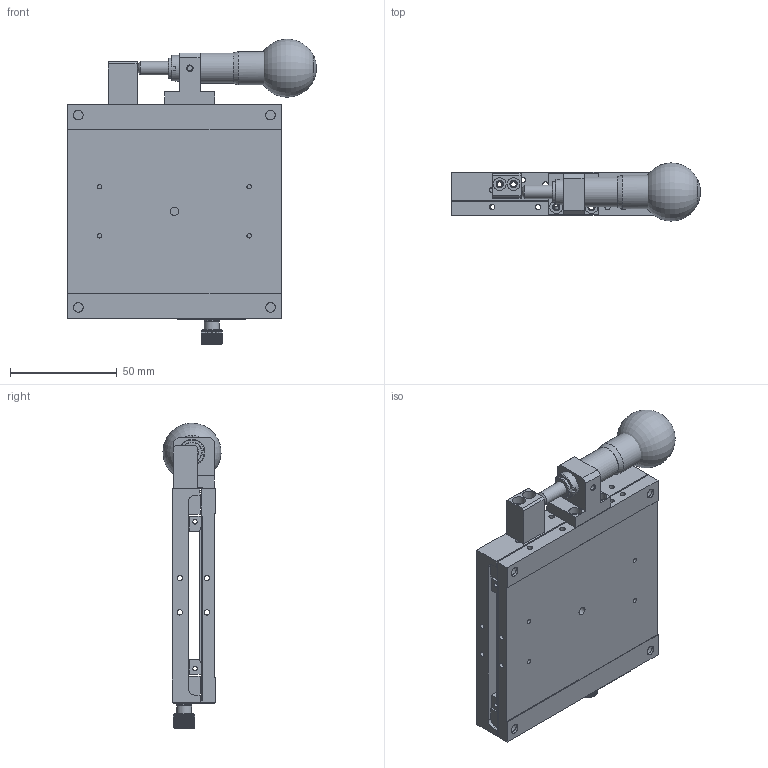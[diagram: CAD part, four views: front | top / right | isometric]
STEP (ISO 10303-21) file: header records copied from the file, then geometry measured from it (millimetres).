
FILE_DESCRIPTION (( 'STEP AP203' ), '1' );
FILE_NAME ('528906.STEP', '2024-11-13T01:42:00', ( 'Windows User' ), ( 'P R C' ), 'SwSTEP 2.0', 'SolidWorks 2020', '' );
FILE_SCHEMA (( 'CONFIG_CONTROL_DESIGN' ));
Products named in the file (1): 528906
Bounding box: 116.47 x 27.23 x 143.06 mm (x, y, z)
Surface area: 63897 mm2 (no closed solid volume)
Topology: 0 solids, 11 shells, 2346 faces, 5274 edges, 2945 vertices
Faces by surface type: bspline 1440, cylinder 563, plane 251, cone 90, torus 1, sphere 1
Full cylindrical faces by diameter (mm): 2.05 x8, 2.5 x30, 3.3 x16, 3.5 x2, 4 x2, 4.5 x4, 6 x4, 6.35 x1, 7 x2, 8 x4, 9.5 x1, 11.7 x1, 12 x1, 14 x1, 15.644 x1
Entity records: 92878 total; most frequent: CARTESIAN_POINT 58511, ORIENTED_EDGE 10133, EDGE_CURVE 5132, DIRECTION 3252, VERTEX_POINT 2908, EDGE_LOOP 2562, FACE_OUTER_BOUND 2424, ADVANCED_FACE 2346
